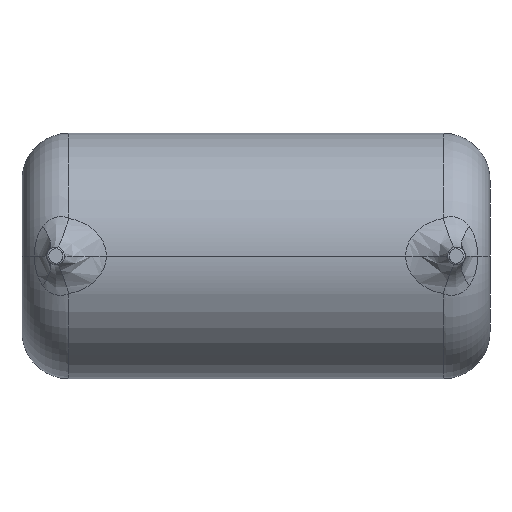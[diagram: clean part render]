
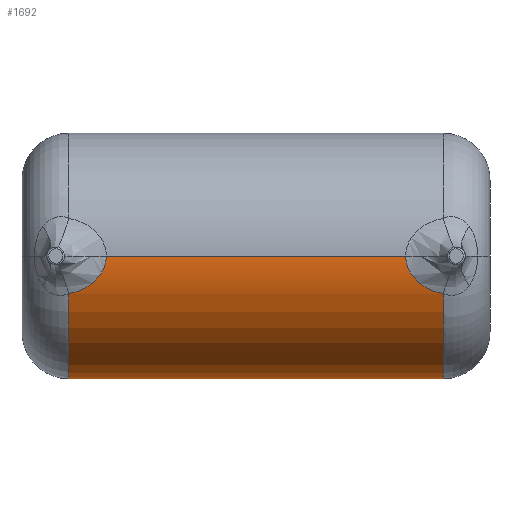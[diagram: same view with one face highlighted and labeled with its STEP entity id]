
A CAD part, front view. The second image highlights one B-rep face of the part: STEP entity #1692.
In plain terms, the highlighted cylindrical face has radius 6.9 mm (diameter 13.8 mm), a partial arc.
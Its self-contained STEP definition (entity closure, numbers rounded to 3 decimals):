
#60 = VERTEX_POINT ( 'NONE', #607 ) ;
#94 = CARTESIAN_POINT ( 'NONE',  ( -10.52, 8.4, -6.9 ) ) ;
#104 = CARTESIAN_POINT ( 'NONE',  ( -9.994, 1.791, -1.987 ) ) ;
#117 = EDGE_CURVE ( 'NONE', #493, #509, #1402, .T. ) ;
#121 = CARTESIAN_POINT ( 'NONE',  ( 10.52, 1.835, -2.123 ) ) ;
#129 = CARTESIAN_POINT ( 'NONE',  ( 8.411, 1.5, -0.275 ) ) ;
#143 = CARTESIAN_POINT ( 'NONE',  ( -8.411, 1.5, 0. ) ) ;
#190 = DIRECTION ( 'NONE',  ( 0., 1., 0. ) ) ;
#210 = CARTESIAN_POINT ( 'NONE',  ( -10.252, 1.817, -2.069 ) ) ;
#261 = CARTESIAN_POINT ( 'NONE',  ( 10.52, 8.4, 0. ) ) ;
#278 = DIRECTION ( 'NONE',  ( 0., -1., 0. ) ) ;
#329 = ORIENTED_EDGE ( 'NONE', *, *, #117, .F. ) ;
#414 = CARTESIAN_POINT ( 'NONE',  ( 9.279, 1.688, -1.61 ) ) ;
#438 = CARTESIAN_POINT ( 'NONE',  ( 0., 1.5, 0. ) ) ;
#446 = DIRECTION ( 'NONE',  ( -1., 0., 0. ) ) ;
#469 = AXIS2_PLACEMENT_3D ( 'NONE', #1644, #638, #190 ) ;
#493 = VERTEX_POINT ( 'NONE', #1117 ) ;
#509 = VERTEX_POINT ( 'NONE', #143 ) ;
#516 = EDGE_CURVE ( 'NONE', #1771, #493, #1011, .T. ) ;
#536 = EDGE_CURVE ( 'NONE', #1553, #60, #666, .T. ) ;
#558 = CARTESIAN_POINT ( 'NONE',  ( 10.252, 1.817, -2.069 ) ) ;
#560 = AXIS2_PLACEMENT_3D ( 'NONE', #992, #699, #1252 ) ;
#607 = CARTESIAN_POINT ( 'NONE',  ( 8.411, 1.5, 0. ) ) ;
#638 = DIRECTION ( 'NONE',  ( 1., 0., 0. ) ) ;
#666 = B_SPLINE_CURVE_WITH_KNOTS ( 'NONE', 3,
 ( #121, #558, #982, #1128, #414, #1152, #849, #1415, #129, #706 ),
 .UNSPECIFIED., .F., .F.,
 ( 4, 2, 2, 2, 4 ),
 ( 0., 0.001, 0.002, 0.002, 0.003 ),
 .UNSPECIFIED. ) ;
#672 = CARTESIAN_POINT ( 'NONE',  ( -10.52, 1.835, -2.123 ) ) ;
#699 = DIRECTION ( 'NONE',  ( -1., 0., 0. ) ) ;
#706 = CARTESIAN_POINT ( 'NONE',  ( 8.411, 1.5, 0. ) ) ;
#711 = EDGE_CURVE ( 'NONE', #1438, #1553, #1545, .T. ) ;
#722 = EDGE_CURVE ( 'NONE', #1438, #1771, #979, .T. ) ;
#796 = CARTESIAN_POINT ( 'NONE',  ( -9.279, 1.688, -1.61 ) ) ;
#810 = CARTESIAN_POINT ( 'NONE',  ( -8.714, 1.573, -1.034 ) ) ;
#823 = DIRECTION ( 'NONE',  ( -1., 0., 0. ) ) ;
#849 = CARTESIAN_POINT ( 'NONE',  ( 8.714, 1.573, -1.034 ) ) ;
#876 = EDGE_CURVE ( 'NONE', #60, #509, #1006, .T. ) ;
#922 = VECTOR ( 'NONE', #1555, 1000. ) ;
#951 = CYLINDRICAL_SURFACE ( 'NONE', #469, 6.9 ) ;
#963 = ORIENTED_EDGE ( 'NONE', *, *, #722, .F. ) ;
#979 = LINE ( 'NONE', #1821, #922 ) ;
#982 = CARTESIAN_POINT ( 'NONE',  ( 9.994, 1.791, -1.987 ) ) ;
#992 = CARTESIAN_POINT ( 'NONE',  ( -10.52, 8.4, 0. ) ) ;
#1006 = LINE ( 'NONE', #438, #1299 ) ;
#1011 = CIRCLE ( 'NONE', #560, 6.9 ) ;
#1061 = CARTESIAN_POINT ( 'NONE',  ( 10.52, 8.4, -6.9 ) ) ;
#1078 = ORIENTED_EDGE ( 'NONE', *, *, #536, .T. ) ;
#1109 = CARTESIAN_POINT ( 'NONE',  ( 10.52, 1.835, -2.123 ) ) ;
#1117 = CARTESIAN_POINT ( 'NONE',  ( -10.52, 1.835, -2.123 ) ) ;
#1128 = CARTESIAN_POINT ( 'NONE',  ( 9.504, 1.726, -1.755 ) ) ;
#1152 = CARTESIAN_POINT ( 'NONE',  ( 8.88, 1.611, -1.246 ) ) ;
#1236 = CARTESIAN_POINT ( 'NONE',  ( -8.88, 1.611, -1.246 ) ) ;
#1252 = DIRECTION ( 'NONE',  ( 0., -1., 0. ) ) ;
#1299 = VECTOR ( 'NONE', #446, 1000. ) ;
#1322 = EDGE_LOOP ( 'NONE', ( #1355, #1078, #1343, #329, #1676, #963 ) ) ;
#1343 = ORIENTED_EDGE ( 'NONE', *, *, #876, .T. ) ;
#1355 = ORIENTED_EDGE ( 'NONE', *, *, #711, .T. ) ;
#1373 = CARTESIAN_POINT ( 'NONE',  ( -8.411, 1.5, 0. ) ) ;
#1387 = CARTESIAN_POINT ( 'NONE',  ( -9.504, 1.726, -1.755 ) ) ;
#1402 = B_SPLINE_CURVE_WITH_KNOTS ( 'NONE', 3,
 ( #672, #210, #104, #1387, #796, #1236, #810, #1815, #1662, #1373 ),
 .UNSPECIFIED., .F., .F.,
 ( 4, 2, 2, 2, 4 ),
 ( 0., 0.001, 0.002, 0.002, 0.003 ),
 .UNSPECIFIED. ) ;
#1415 = CARTESIAN_POINT ( 'NONE',  ( 8.477, 1.517, -0.546 ) ) ;
#1438 = VERTEX_POINT ( 'NONE', #1061 ) ;
#1485 = AXIS2_PLACEMENT_3D ( 'NONE', #261, #823, #278 ) ;
#1503 = FACE_OUTER_BOUND ( 'NONE', #1322, .T. ) ;
#1545 = CIRCLE ( 'NONE', #1485, 6.9 ) ;
#1553 = VERTEX_POINT ( 'NONE', #1109 ) ;
#1555 = DIRECTION ( 'NONE',  ( -1., 0., 0. ) ) ;
#1644 = CARTESIAN_POINT ( 'NONE',  ( 0., 8.4, 0. ) ) ;
#1662 = CARTESIAN_POINT ( 'NONE',  ( -8.411, 1.5, -0.275 ) ) ;
#1676 = ORIENTED_EDGE ( 'NONE', *, *, #516, .F. ) ;
#1692 = ADVANCED_FACE ( 'NONE', ( #1503 ), #951, .T. ) ;
#1771 = VERTEX_POINT ( 'NONE', #94 ) ;
#1815 = CARTESIAN_POINT ( 'NONE',  ( -8.477, 1.517, -0.546 ) ) ;
#1821 = CARTESIAN_POINT ( 'NONE',  ( 0., 8.4, -6.9 ) ) ;
